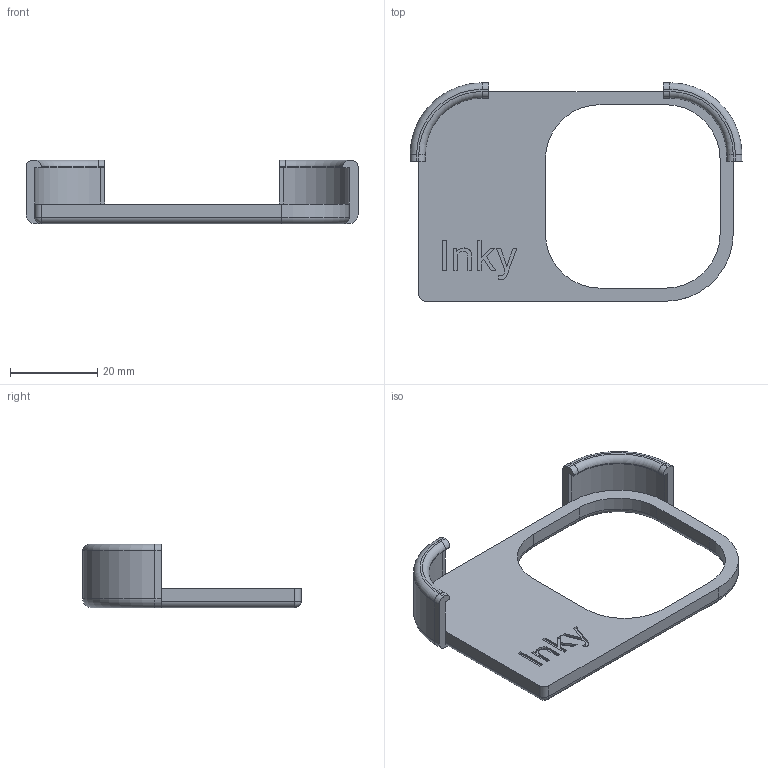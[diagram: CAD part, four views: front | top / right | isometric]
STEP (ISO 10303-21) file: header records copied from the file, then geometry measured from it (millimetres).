
FILE_DESCRIPTION(/* description */ (''),/* implementation_level */ '2;1');
FILE_NAME(/* name */ 'De-Anza-Merch-iPh-Case-Separate-Version v2.step',/* time_stamp */ '2023-05-29T02:10:04-07:00',/* author */ (''),/* organization */ (''),/* preprocessor_version */ 'ST-DEVELOPER v19.2',/* originating_system */ 'Autodesk Translation Framework v12.4.0.73',/* authorisation */ '');
FILE_SCHEMA (('AUTOMOTIVE_DESIGN { 1 0 10303 214 3 1 1 }'));
Length unit declared in the file: millimetre
Products named in the file (1): De-Anza-Merch-iPh-Case-Separate-Version
Bounding box: 76 x 50 x 14.5 mm (x, y, z)
Volume: 8301.7 mm3; surface area: 7502.8 mm2
Topology: 1 solids, 1 shells, 497 faces, 1382 edges, 911 vertices
Faces by surface type: bspline 283, plane 171, cylinder 32, torus 10, sphere 1
Entity records: 16643 total; most frequent: CARTESIAN_POINT 6554, ORIENTED_EDGE 2764, EDGE_CURVE 1382, DIRECTION 1321, VERTEX_POINT 911, LINE 741, VECTOR 741, EDGE_LOOP 523
